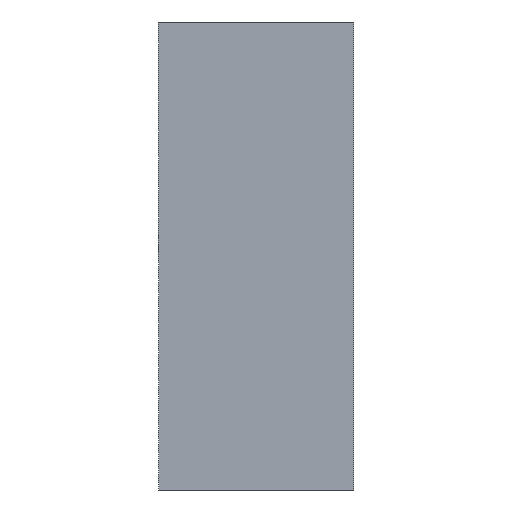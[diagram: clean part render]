
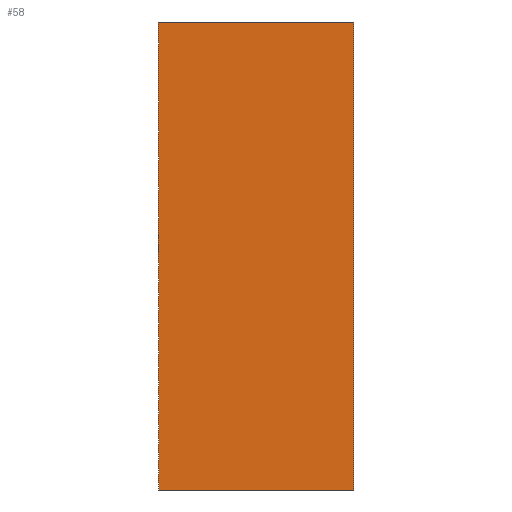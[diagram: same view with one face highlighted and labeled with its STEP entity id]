
A CAD part, left-side view. The second image highlights one B-rep face of the part: STEP entity #58.
In plain terms, the highlighted planar face has unit normal (-1, 0, 0).
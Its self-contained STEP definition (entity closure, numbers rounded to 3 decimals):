
#58=ADVANCED_FACE('',(#94),#96,.F.);
#94=FACE_BOUND('',#95,.T.);
#95=EDGE_LOOP('',(#121,#122,#123,#124));
#96=PLANE('',#97);
#97=AXIS2_PLACEMENT_3D('',#98,#99,#100);
#98=CARTESIAN_POINT('',(0.,0.,0.));
#99=DIRECTION('',(1.,0.,0.));
#100=DIRECTION('',(0.,0.,-1.));
#121=ORIENTED_EDGE('',*,*,#135,.F.);
#122=ORIENTED_EDGE('',*,*,#132,.F.);
#123=ORIENTED_EDGE('',*,*,#129,.F.);
#124=ORIENTED_EDGE('',*,*,#125,.F.);
#125=EDGE_CURVE('',#137,#138,#139,.T.);
#129=EDGE_CURVE('',#138,#145,#146,.T.);
#132=EDGE_CURVE('',#145,#150,#151,.T.);
#135=EDGE_CURVE('',#150,#137,#155,.T.);
#137=VERTEX_POINT('',#157);
#138=VERTEX_POINT('',#158);
#139=LINE('',#159,#160);
#145=VERTEX_POINT('',#173);
#146=LINE('',#174,#175);
#150=VERTEX_POINT('',#184);
#151=LINE('',#185,#186);
#155=LINE('',#195,#196);
#157=CARTESIAN_POINT('',(0.,-7.5,-18.));
#158=CARTESIAN_POINT('',(0.,7.5,-18.));
#159=CARTESIAN_POINT('',(0.,-7.5,-18.));
#160=VECTOR('',#161,1.);
#161=DIRECTION('',(0.,1.,0.));
#173=CARTESIAN_POINT('',(0.,7.5,18.));
#174=CARTESIAN_POINT('',(0.,7.5,-18.));
#175=VECTOR('',#176,1.);
#176=DIRECTION('',(0.,0.,1.));
#184=CARTESIAN_POINT('',(0.,-7.5,18.));
#185=CARTESIAN_POINT('',(0.,7.5,18.));
#186=VECTOR('',#187,1.);
#187=DIRECTION('',(0.,-1.,0.));
#195=CARTESIAN_POINT('',(0.,-7.5,18.));
#196=VECTOR('',#197,1.);
#197=DIRECTION('',(0.,0.,-1.));
